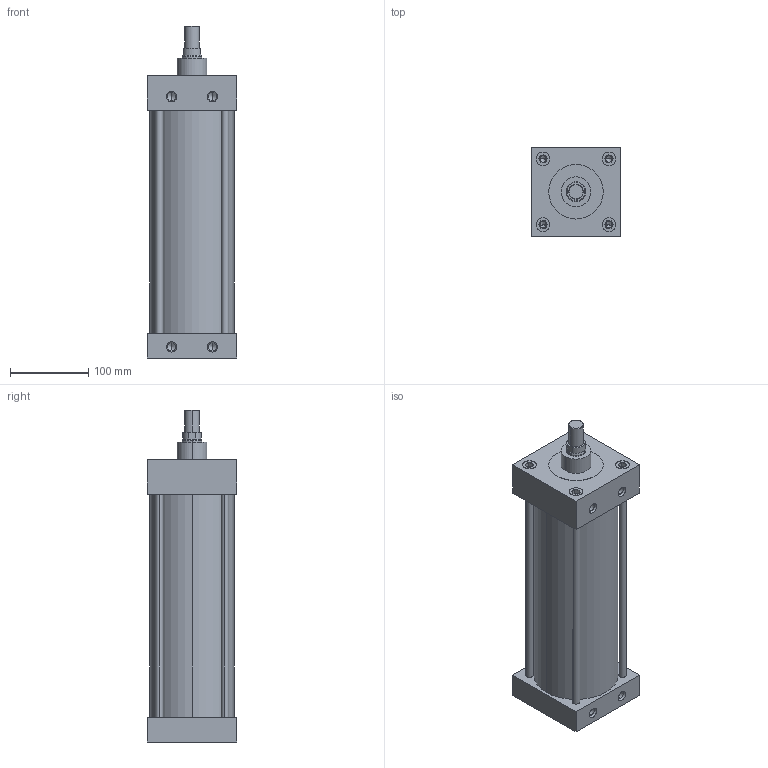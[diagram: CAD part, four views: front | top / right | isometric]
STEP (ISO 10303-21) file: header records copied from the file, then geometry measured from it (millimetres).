
FILE_DESCRIPTION (( 'STEP AP203' ), '1' );
FILE_NAME ('D264100DT-MC.step', '2020-09-03T19:10:11', ( '' ), ( '' ), 'SwSTEP 2.0', 'SolidWorks 2019', '' );
FILE_SCHEMA (( 'CONFIG_CONTROL_DESIGN' ));
Length unit declared in the file: inch
Products named in the file (4): D264100DT-MC_CUSHION; D264100DT-MC_PISTON_KK1; D264100DT-MC_BODY; D264100DT-MC
Assembly tree (4 placements, depth 2):
  D264100DT-MC
    D264100DT-MC_BODY
    D264100DT-MC_PISTON_KK1
    D264100DT-MC_CUSHION  x2
Bounding box: 114.3 x 114.3 x 425.45 mm (x, y, z)
Volume: 1760623.9 mm3; surface area: 383540.3 mm2
Topology: 4 solids, 4 shells, 246 faces, 586 edges, 361 vertices
Faces by surface type: plane 90, cylinder 78, cone 78
Entity records: 7116 total; most frequent: CARTESIAN_POINT 1457, DIRECTION 1142, ORIENTED_EDGE 1024, EDGE_CURVE 512, AXIS2_PLACEMENT_3D 432, VERTEX_POINT 329, LINE 278, VECTOR 278
